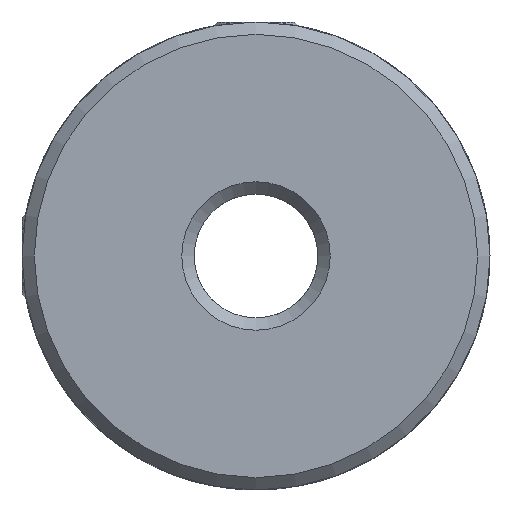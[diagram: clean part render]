
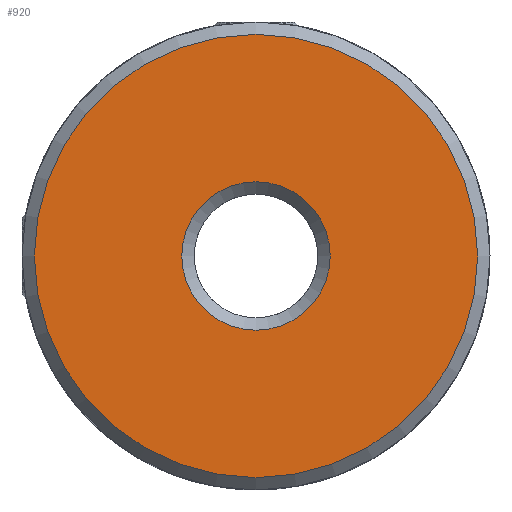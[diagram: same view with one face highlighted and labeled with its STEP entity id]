
A CAD part, left-side view. The second image highlights one B-rep face of the part: STEP entity #920.
In plain terms, the highlighted planar face has unit normal (-1, 0, 0).
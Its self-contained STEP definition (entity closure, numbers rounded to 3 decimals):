
#43=PLANE('',#1040);
#76=FACE_BOUND('',#156,.T.);
#102=FACE_OUTER_BOUND('',#155,.T.);
#155=EDGE_LOOP('',(#740));
#156=EDGE_LOOP('',(#741));
#192=CIRCLE('',#1039,8.96);
#193=CIRCLE('',#1041,3.);
#440=VERTEX_POINT('',#2821);
#441=VERTEX_POINT('',#2825);
#552=EDGE_CURVE('',#440,#440,#192,.T.);
#554=EDGE_CURVE('',#441,#441,#193,.T.);
#740=ORIENTED_EDGE('',*,*,#552,.F.);
#741=ORIENTED_EDGE('',*,*,#554,.F.);
#920=ADVANCED_FACE('',(#102,#76),#43,.F.);
#1039=AXIS2_PLACEMENT_3D('',#2822,#1175,#1176);
#1040=AXIS2_PLACEMENT_3D('',#2824,#1178,#1179);
#1041=AXIS2_PLACEMENT_3D('',#2826,#1180,#1181);
#1175=DIRECTION('center_axis',(1.,0.,0.));
#1176=DIRECTION('ref_axis',(0.,0.,-1.));
#1178=DIRECTION('center_axis',(1.,0.,0.));
#1179=DIRECTION('ref_axis',(0.,0.,-1.));
#1180=DIRECTION('center_axis',(-1.,0.,0.));
#1181=DIRECTION('ref_axis',(0.,0.,-1.));
#2821=CARTESIAN_POINT('',(-7.5,0.,8.96));
#2822=CARTESIAN_POINT('Origin',(-7.5,0.,0.));
#2824=CARTESIAN_POINT('Origin',(-7.5,0.,0.));
#2825=CARTESIAN_POINT('',(-7.5,0.,3.));
#2826=CARTESIAN_POINT('Origin',(-7.5,0.,0.));
